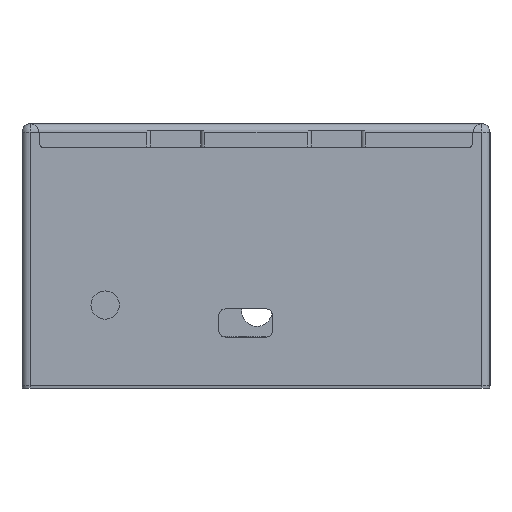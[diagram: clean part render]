
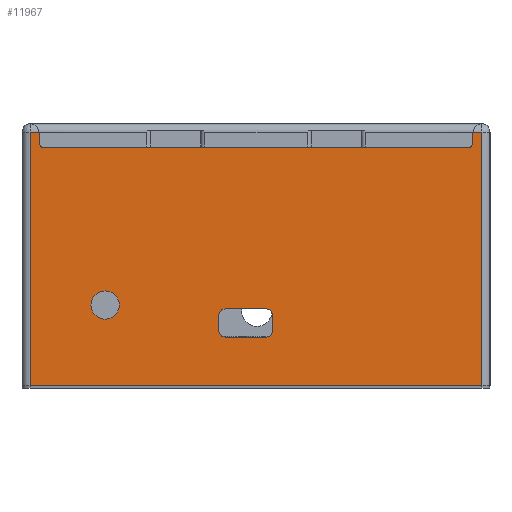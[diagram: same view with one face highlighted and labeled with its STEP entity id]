
A CAD part, left-side view. The second image highlights one B-rep face of the part: STEP entity #11967.
In plain terms, the highlighted planar face has unit normal (-1, 0, 0).
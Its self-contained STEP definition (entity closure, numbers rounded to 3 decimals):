
#389=FACE_BOUND('',#1809,.T.);
#390=FACE_BOUND('',#1810,.T.);
#569=PLANE('',#12790);
#1087=FACE_OUTER_BOUND('',#1808,.T.);
#1808=EDGE_LOOP('',(#8958,#8959,#8960,#8961,#8962,#8963,#8964,#8965,#8966,
#8967,#8968,#8969));
#1809=EDGE_LOOP('',(#8970,#8971,#8972,#8973,#8974,#8975,#8976,#8977));
#1810=EDGE_LOOP('',(#8978));
#2705=LINE('',#17161,#3994);
#2708=LINE('',#17173,#3997);
#2713=LINE('',#17190,#4002);
#2721=LINE('',#17210,#4010);
#2726=LINE('',#17230,#4015);
#2731=LINE('',#17243,#4020);
#2804=LINE('',#17772,#4093);
#2805=LINE('',#17775,#4094);
#2806=LINE('',#17777,#4095);
#2807=LINE('',#17779,#4096);
#2808=LINE('',#17781,#4097);
#2809=LINE('',#17782,#4098);
#3994=VECTOR('',#13919,10.);
#3997=VECTOR('',#13930,10.);
#4002=VECTOR('',#13949,10.);
#4010=VECTOR('',#13965,10.);
#4015=VECTOR('',#13984,10.);
#4020=VECTOR('',#13997,10.);
#4093=VECTOR('',#14264,10.);
#4094=VECTOR('',#14267,10.);
#4095=VECTOR('',#14268,10.);
#4096=VECTOR('',#14269,10.);
#4097=VECTOR('',#14270,10.);
#4098=VECTOR('',#14271,10.);
#5116=CIRCLE('',#12665,1.5);
#5117=CIRCLE('',#12668,1.5);
#5120=CIRCLE('',#12673,1.5);
#5121=CIRCLE('',#12675,1.5);
#5124=CIRCLE('',#12680,0.3);
#5125=CIRCLE('',#12683,0.3);
#5128=CIRCLE('',#12687,1.);
#5130=CIRCLE('',#12691,1.);
#5172=CIRCLE('',#12791,3.4);
#5558=VERTEX_POINT('',#17151);
#5559=VERTEX_POINT('',#17153);
#5561=VERTEX_POINT('',#17159);
#5562=VERTEX_POINT('',#17163);
#5563=VERTEX_POINT('',#17164);
#5566=VERTEX_POINT('',#17172);
#5569=VERTEX_POINT('',#17180);
#5570=VERTEX_POINT('',#17184);
#5574=VERTEX_POINT('',#17196);
#5575=VERTEX_POINT('',#17198);
#5579=VERTEX_POINT('',#17208);
#5580=VERTEX_POINT('',#17212);
#5581=VERTEX_POINT('',#17213);
#5586=VERTEX_POINT('',#17224);
#5587=VERTEX_POINT('',#17226);
#5591=VERTEX_POINT('',#17239);
#5671=VERTEX_POINT('',#17774);
#5672=VERTEX_POINT('',#17776);
#5673=VERTEX_POINT('',#17778);
#5674=VERTEX_POINT('',#17780);
#5675=VERTEX_POINT('',#17783);
#6753=EDGE_CURVE('',#5558,#5559,#5116,.T.);
#6757=EDGE_CURVE('',#5561,#5558,#2705,.T.);
#6758=EDGE_CURVE('',#5562,#5563,#5117,.T.);
#6762=EDGE_CURVE('',#5566,#5563,#2708,.T.);
#6766=EDGE_CURVE('',#5566,#5569,#5120,.T.);
#6768=EDGE_CURVE('',#5570,#5561,#5121,.T.);
#6771=EDGE_CURVE('',#5562,#5559,#2713,.T.);
#6775=EDGE_CURVE('',#5574,#5575,#5124,.T.);
#6781=EDGE_CURVE('',#5579,#5574,#2721,.T.);
#6782=EDGE_CURVE('',#5580,#5581,#5125,.T.);
#6788=EDGE_CURVE('',#5586,#5587,#5128,.T.);
#6790=EDGE_CURVE('',#5581,#5586,#2726,.T.);
#6796=EDGE_CURVE('',#5591,#5579,#5130,.T.);
#6797=EDGE_CURVE('',#5591,#5587,#2731,.T.);
#6931=EDGE_CURVE('',#5570,#5569,#2804,.T.);
#6932=EDGE_CURVE('',#5671,#5580,#2805,.T.);
#6933=EDGE_CURVE('',#5672,#5671,#2806,.T.);
#6934=EDGE_CURVE('',#5673,#5672,#2807,.T.);
#6935=EDGE_CURVE('',#5674,#5673,#2808,.T.);
#6936=EDGE_CURVE('',#5575,#5674,#2809,.T.);
#6937=EDGE_CURVE('',#5675,#5675,#5172,.T.);
#8958=ORIENTED_EDGE('',*,*,#6775,.F.);
#8959=ORIENTED_EDGE('',*,*,#6781,.F.);
#8960=ORIENTED_EDGE('',*,*,#6796,.F.);
#8961=ORIENTED_EDGE('',*,*,#6797,.T.);
#8962=ORIENTED_EDGE('',*,*,#6788,.F.);
#8963=ORIENTED_EDGE('',*,*,#6790,.F.);
#8964=ORIENTED_EDGE('',*,*,#6782,.F.);
#8965=ORIENTED_EDGE('',*,*,#6932,.F.);
#8966=ORIENTED_EDGE('',*,*,#6933,.F.);
#8967=ORIENTED_EDGE('',*,*,#6934,.F.);
#8968=ORIENTED_EDGE('',*,*,#6935,.F.);
#8969=ORIENTED_EDGE('',*,*,#6936,.F.);
#8970=ORIENTED_EDGE('',*,*,#6771,.T.);
#8971=ORIENTED_EDGE('',*,*,#6753,.F.);
#8972=ORIENTED_EDGE('',*,*,#6757,.F.);
#8973=ORIENTED_EDGE('',*,*,#6768,.F.);
#8974=ORIENTED_EDGE('',*,*,#6931,.T.);
#8975=ORIENTED_EDGE('',*,*,#6766,.F.);
#8976=ORIENTED_EDGE('',*,*,#6762,.T.);
#8977=ORIENTED_EDGE('',*,*,#6758,.F.);
#8978=ORIENTED_EDGE('',*,*,#6937,.T.);
#11967=ADVANCED_FACE('',(#1087,#389,#390),#569,.T.);
#12665=AXIS2_PLACEMENT_3D('',#17154,#13912,#13913);
#12668=AXIS2_PLACEMENT_3D('',#17165,#13922,#13923);
#12673=AXIS2_PLACEMENT_3D('',#17181,#13937,#13938);
#12675=AXIS2_PLACEMENT_3D('',#17185,#13942,#13943);
#12680=AXIS2_PLACEMENT_3D('',#17199,#13956,#13957);
#12683=AXIS2_PLACEMENT_3D('',#17214,#13968,#13969);
#12687=AXIS2_PLACEMENT_3D('',#17227,#13979,#13980);
#12691=AXIS2_PLACEMENT_3D('',#17241,#13993,#13994);
#12790=AXIS2_PLACEMENT_3D('',#17773,#14265,#14266);
#12791=AXIS2_PLACEMENT_3D('',#17784,#14272,#14273);
#13912=DIRECTION('center_axis',(-1.,0.,0.));
#13913=DIRECTION('ref_axis',(0.,-0.707,-0.707));
#13919=DIRECTION('',(0.,-1.,0.));
#13922=DIRECTION('center_axis',(-1.,0.,0.));
#13923=DIRECTION('ref_axis',(0.,-0.707,0.707));
#13930=DIRECTION('',(0.,-1.,0.));
#13937=DIRECTION('center_axis',(-1.,0.,0.));
#13938=DIRECTION('ref_axis',(0.,0.707,0.707));
#13942=DIRECTION('center_axis',(-1.,0.,0.));
#13943=DIRECTION('ref_axis',(0.,0.707,-0.707));
#13949=DIRECTION('',(0.,0.,-1.));
#13956=DIRECTION('center_axis',(1.,0.,0.));
#13957=DIRECTION('ref_axis',(0.,0.707,0.707));
#13965=DIRECTION('',(0.,0.,1.));
#13968=DIRECTION('center_axis',(1.,0.,0.));
#13969=DIRECTION('ref_axis',(0.,-0.707,0.707));
#13979=DIRECTION('center_axis',(-1.,0.,0.));
#13980=DIRECTION('ref_axis',(0.,0.707,-0.707));
#13984=DIRECTION('',(0.,0.,-1.));
#13993=DIRECTION('center_axis',(-1.,0.,0.));
#13994=DIRECTION('ref_axis',(0.,-0.707,-0.707));
#13997=DIRECTION('',(0.,1.,0.));
#14264=DIRECTION('',(0.,0.,1.));
#14265=DIRECTION('center_axis',(-1.,0.,0.));
#14266=DIRECTION('ref_axis',(0.,-1.,0.));
#14267=DIRECTION('',(0.,-1.,0.));
#14268=DIRECTION('',(0.,0.,1.));
#14269=DIRECTION('',(0.,1.,0.));
#14270=DIRECTION('',(0.,0.,-1.));
#14271=DIRECTION('',(0.,-1.,0.));
#14272=DIRECTION('center_axis',(1.,0.,0.));
#14273=DIRECTION('ref_axis',(0.,0.,1.));
#17151=CARTESIAN_POINT('',(-100.,16.2,12.298));
#17153=CARTESIAN_POINT('',(-100.,14.7,13.798));
#17154=CARTESIAN_POINT('Origin',(-100.,16.2,13.798));
#17159=CARTESIAN_POINT('',(-100.,26.131,12.298));
#17161=CARTESIAN_POINT('',(-100.,45.1,12.298));
#17163=CARTESIAN_POINT('',(-100.,14.7,17.548));
#17164=CARTESIAN_POINT('',(-100.,16.2,19.048));
#17165=CARTESIAN_POINT('Origin',(-100.,16.2,17.548));
#17172=CARTESIAN_POINT('',(-100.,26.131,19.048));
#17173=CARTESIAN_POINT('',(-100.,48.333,19.048));
#17180=CARTESIAN_POINT('',(-100.,27.631,17.548));
#17181=CARTESIAN_POINT('Origin',(-100.,26.131,17.548));
#17184=CARTESIAN_POINT('',(-100.,27.631,13.798));
#17185=CARTESIAN_POINT('Origin',(-100.,26.131,13.798));
#17190=CARTESIAN_POINT('',(-100.,14.7,11.024));
#17196=CARTESIAN_POINT('',(-100.,-33.3,61.3));
#17198=CARTESIAN_POINT('',(-100.,-33.6,61.6));
#17199=CARTESIAN_POINT('Origin',(-100.,-33.6,61.3));
#17208=CARTESIAN_POINT('',(-100.,-33.3,58.8));
#17210=CARTESIAN_POINT('',(-100.,-33.3,34.5));
#17212=CARTESIAN_POINT('',(-100.,71.,61.6));
#17213=CARTESIAN_POINT('',(-100.,70.7,61.3));
#17214=CARTESIAN_POINT('Origin',(-100.,71.,61.3));
#17224=CARTESIAN_POINT('',(-100.,70.7,58.8));
#17226=CARTESIAN_POINT('',(-100.,69.7,57.8));
#17227=CARTESIAN_POINT('Origin',(-100.,69.7,58.8));
#17230=CARTESIAN_POINT('',(-100.,70.7,34.5));
#17239=CARTESIAN_POINT('',(-100.,-32.3,57.8));
#17241=CARTESIAN_POINT('Origin',(-100.,-32.3,58.8));
#17243=CARTESIAN_POINT('',(-100.,46.85,57.8));
#17772=CARTESIAN_POINT('',(-100.,27.631,11.274));
#17773=CARTESIAN_POINT('Origin',(-100.,75.,4.));
#17774=CARTESIAN_POINT('',(-100.,73.,61.6));
#17775=CARTESIAN_POINT('',(-100.,37.5,61.6));
#17776=CARTESIAN_POINT('',(-100.,73.,0.6));
#17777=CARTESIAN_POINT('',(-100.,73.,4.));
#17778=CARTESIAN_POINT('',(-100.,-35.6,0.6));
#17779=CARTESIAN_POINT('',(-100.,18.7,0.6));
#17780=CARTESIAN_POINT('',(-100.,-35.6,61.6));
#17781=CARTESIAN_POINT('',(-100.,-35.6,4.));
#17782=CARTESIAN_POINT('',(-100.,37.5,61.6));
#17783=CARTESIAN_POINT('',(-100.,55.,16.6));
#17784=CARTESIAN_POINT('Origin',(-100.,55.,20.));
